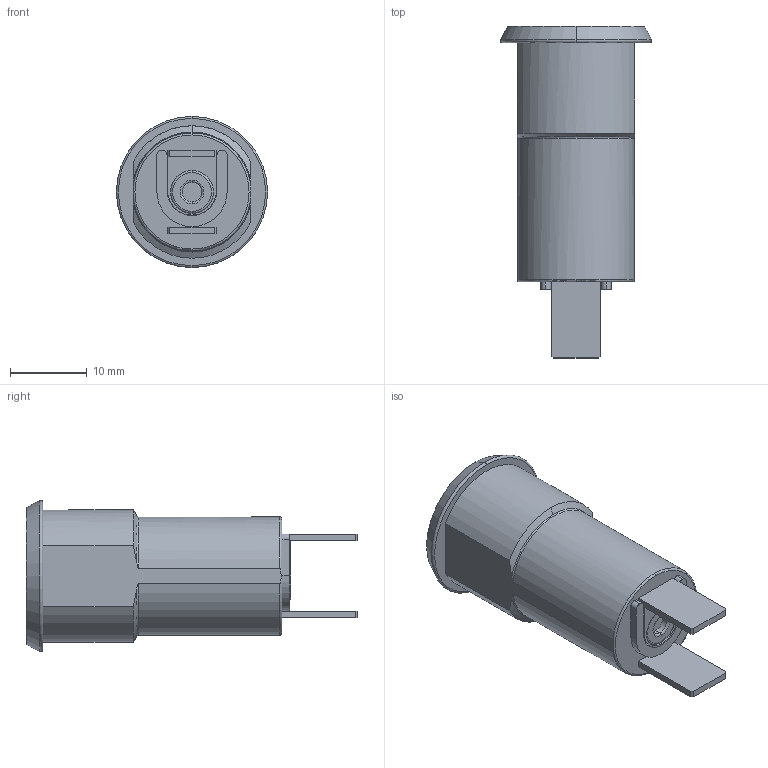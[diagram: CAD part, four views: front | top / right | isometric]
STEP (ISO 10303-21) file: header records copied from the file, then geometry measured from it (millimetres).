
FILE_DESCRIPTION (( 'STEP AP203' ), '1' );
FILE_NAME ('5100-XXX.STEP', '2016-01-21T22:25:21', ( '' ), ( '' ), 'SwSTEP 2.0', 'SolidWorks 2014', '' );
FILE_SCHEMA (( 'CONFIG_CONTROL_DESIGN' ));
Length unit declared in the file: inch
Products named in the file (1): 5100-XXX
Bounding box: 19.67 x 43.18 x 19.67 mm (x, y, z)
Volume: 4745.1 mm3; surface area: 3269.5 mm2
Topology: 1 solids, 1 shells, 63 faces, 154 edges, 100 vertices
Faces by surface type: plane 28, cylinder 19, torus 11, cone 5
Entity records: 2034 total; most frequent: CARTESIAN_POINT 424, DIRECTION 337, ORIENTED_EDGE 308, EDGE_CURVE 154, AXIS2_PLACEMENT_3D 129, VERTEX_POINT 100, VECTOR 79, LINE 79
